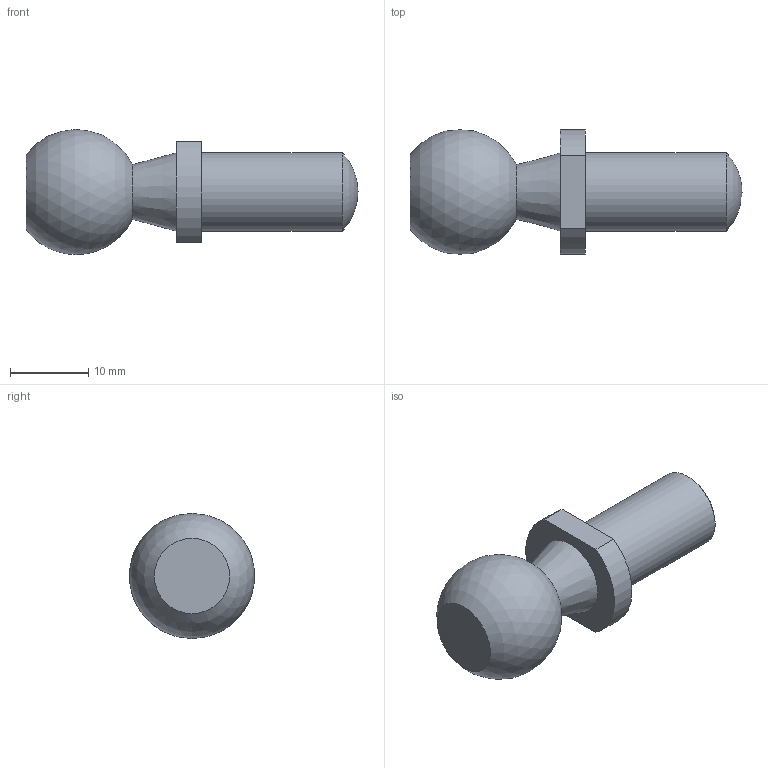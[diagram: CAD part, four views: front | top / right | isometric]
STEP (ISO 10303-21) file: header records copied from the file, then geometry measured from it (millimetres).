
FILE_DESCRIPTION( ( 'STEP AP214' ), '1' );
FILE_NAME( 'K0713.1610.stp', '2020-12-09T12:39:11', ( '' ), ( '' ), ' ', 'PARTsolutions', ' ' );
FILE_SCHEMA( ( 'AUTOMOTIVE_DESIGN { 1 0 10303 214 1 1 1 1 }' ) );
Length unit declared in the file: millimetre
Products named in the file (1): _K0713.1610
Bounding box: 42.4 x 15.94 x 16 mm (x, y, z)
Volume: 4468.2 mm3; surface area: 1931 mm2
Topology: 1 solids, 1 shells, 11 faces, 23 edges, 15 vertices
Faces by surface type: plane 5, cylinder 3, sphere 2, cone 1
Full cylindrical faces by diameter (mm): 10 x1
Entity records: 368 total; most frequent: DIRECTION 50, CARTESIAN_POINT 43, ORIENTED_EDGE 34, AXIS2_PLACEMENT_3D 21, EDGE_CURVE 17, EDGE_LOOP 16, VERTEX_POINT 14, FACE_OUTER_BOUND 13
